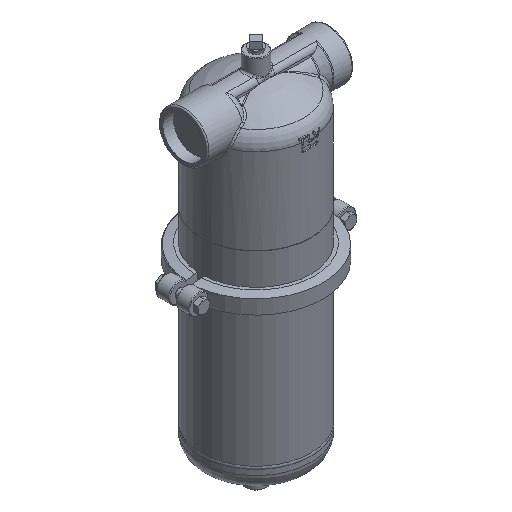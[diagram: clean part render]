
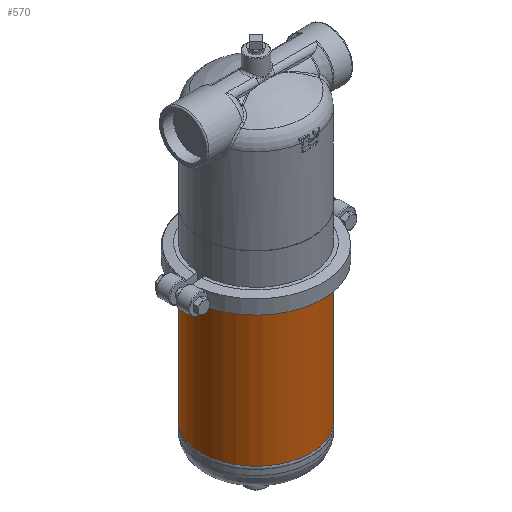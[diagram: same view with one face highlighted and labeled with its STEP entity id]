
A CAD part, isometric view. The second image highlights one B-rep face of the part: STEP entity #570.
In plain terms, the highlighted cylindrical face has radius 82.6 mm (diameter 165.2 mm), a full revolution.
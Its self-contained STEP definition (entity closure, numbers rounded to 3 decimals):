
#319=CARTESIAN_POINT('',(-82.6,0.0,-281.066));
#320=VERTEX_POINT('',#319);
#321=CARTESIAN_POINT('',(0.,0.0,-281.066));
#322=DIRECTION('',(0.0,0.0,-1.0));
#323=DIRECTION('',(-1.0,0.0,0.0));
#324=AXIS2_PLACEMENT_3D('',#321,#322,#323);
#325=CIRCLE('',#324,82.6);
#326=EDGE_CURVE('',#320,#320,#325,.T.);
#544=CARTESIAN_POINT('',(-82.6,0.0,-66.268));
#545=VERTEX_POINT('',#544);
#546=CARTESIAN_POINT('',(0.,0.0,-66.268));
#547=DIRECTION('',(0.0,0.0,-1.0));
#548=DIRECTION('',(-1.0,0.0,0.0));
#549=AXIS2_PLACEMENT_3D('',#546,#547,#548);
#550=CIRCLE('',#549,82.6);
#551=EDGE_CURVE('',#545,#545,#550,.T.);
#559=CARTESIAN_POINT('',(0.,0.0,-173.667));
#560=DIRECTION('',(0.,0.0,-1.0));
#561=DIRECTION('',(-1.0,0.0,0.0));
#562=AXIS2_PLACEMENT_3D('',#559,#560,#561);
#563=CYLINDRICAL_SURFACE('',#562,82.6);
#564=ORIENTED_EDGE('',*,*,#326,.F.);
#565=EDGE_LOOP('',(#564));
#566=FACE_OUTER_BOUND('',#565,.T.);
#567=ORIENTED_EDGE('',*,*,#551,.T.);
#568=EDGE_LOOP('',(#567));
#569=FACE_BOUND('',#568,.T.);
#570=ADVANCED_FACE('',(#566,#569),#563,.T.);
